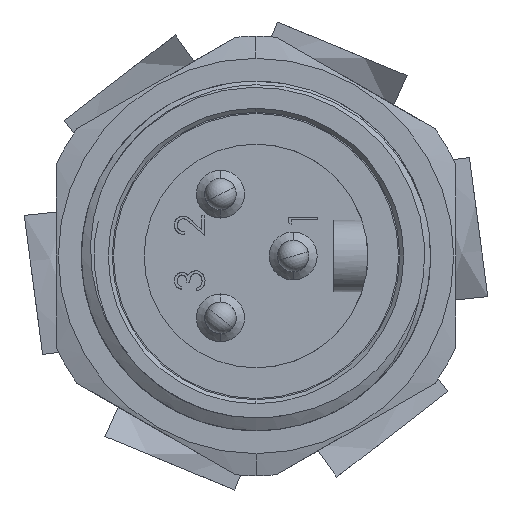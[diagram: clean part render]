
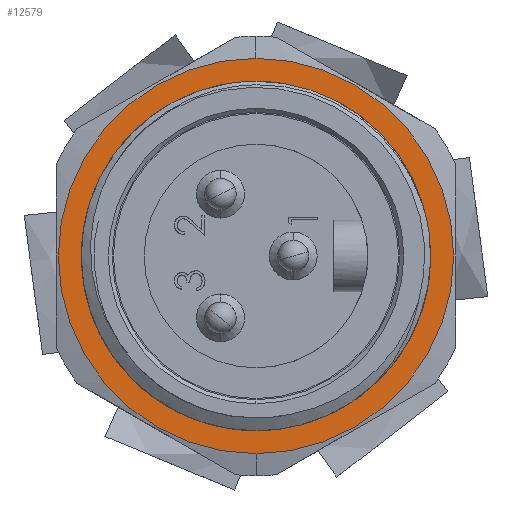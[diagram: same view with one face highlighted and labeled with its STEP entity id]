
A CAD part, left-side view. The second image highlights one B-rep face of the part: STEP entity #12579.
In plain terms, the highlighted planar face has unit normal (-1, 0, 0).
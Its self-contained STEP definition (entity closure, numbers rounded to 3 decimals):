
#3310=CARTESIAN_POINT('',(9.398,0.,0.));
#3311=DIRECTION('',(-1.,0.,0.));
#3312=DIRECTION('',(0.,0.,-1.));
#3313=AXIS2_PLACEMENT_3D('',#3310,#3311,#3312);
#3318=CARTESIAN_POINT('',(9.398,0.,0.));
#3319=DIRECTION('',(-1.,0.,0.));
#3320=DIRECTION('',(0.,0.,1.));
#3321=AXIS2_PLACEMENT_3D('',#3318,#3319,#3320);
#3326=CARTESIAN_POINT('',(9.398,0.,0.));
#3327=DIRECTION('',(1.,0.,0.));
#3328=DIRECTION('',(0.,0.,-1.));
#3329=AXIS2_PLACEMENT_3D('',#3326,#3327,#3328);
#3334=CARTESIAN_POINT('',(9.398,0.,0.));
#3335=DIRECTION('',(1.,0.,0.));
#3336=DIRECTION('',(0.,0.,1.));
#3337=AXIS2_PLACEMENT_3D('',#3334,#3335,#3336);
#7861=CARTESIAN_POINT('',(9.398,0.,12.573));
#7863=VERTEX_POINT('',#7861);
#8033=CARTESIAN_POINT('',(9.398,0.,-12.573));
#8034=VERTEX_POINT('',#8033);
#8069=CARTESIAN_POINT('',(9.398,0.,-10.414));
#8070=CARTESIAN_POINT('',(9.398,0.,10.414));
#8071=VERTEX_POINT('',#8069);
#8072=VERTEX_POINT('',#8070);
#12564=CARTESIAN_POINT('',(9.398,13.97,0.));
#12565=DIRECTION('',(1.,0.,0.));
#12566=DIRECTION('',(0.,0.,-1.));
#12567=AXIS2_PLACEMENT_3D('',#12564,#12565,#12566);
#12568=PLANE('',#12567);
#12570=ORIENTED_EDGE('',*,*,#12569,.F.);
#12572=ORIENTED_EDGE('',*,*,#12571,.F.);
#12573=EDGE_LOOP('',(#12570,#12572));
#12574=FACE_OUTER_BOUND('',#12573,.F.);
#12575=ORIENTED_EDGE('',*,*,#12494,.F.);
#12576=ORIENTED_EDGE('',*,*,#12522,.F.);
#12577=EDGE_LOOP('',(#12575,#12576));
#12578=FACE_BOUND('',#12577,.F.);
#12579=ADVANCED_FACE('',(#12574,#12578),#12568,.F.);
#3314=CIRCLE('',#3313,12.573);
#3322=CIRCLE('',#3321,12.573);
#3330=CIRCLE('',#3329,10.414);
#3338=CIRCLE('',#3337,10.414);
#12494=EDGE_CURVE('',#8071,#8072,#3330,.T.);
#12522=EDGE_CURVE('',#8072,#8071,#3338,.T.);
#12569=EDGE_CURVE('',#8034,#7863,#3314,.T.);
#12571=EDGE_CURVE('',#7863,#8034,#3322,.T.);
